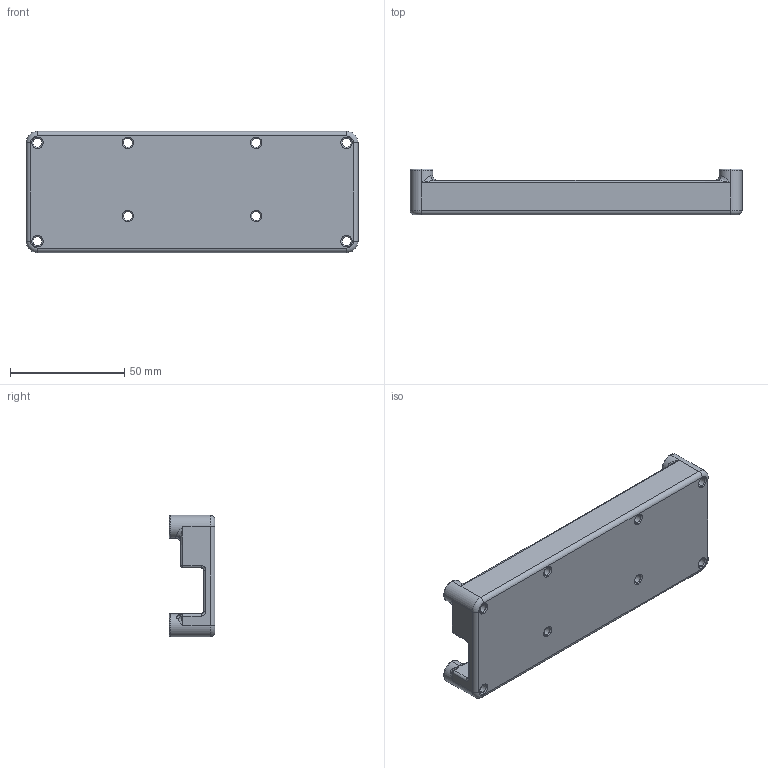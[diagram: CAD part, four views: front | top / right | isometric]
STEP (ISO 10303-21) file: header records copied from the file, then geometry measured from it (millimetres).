
FILE_DESCRIPTION (( 'STEP AP214' ), '1' );
FILE_NAME ('ODrive mount.STEP', '2022-10-27T05:42:35', ( '' ), ( '' ), 'SwSTEP 2.0', 'SolidWorks 2020', '' );
FILE_SCHEMA (( 'AUTOMOTIVE_DESIGN' ));
Length unit declared in the file: millimetre
Products named in the file (1): ODrive mount
Bounding box: 145 x 20 x 53 mm (x, y, z)
Volume: 85637 mm3; surface area: 24718.8 mm2
Topology: 1 solids, 1 shells, 138 faces, 324 edges, 170 vertices
Faces by surface type: torus 52, cylinder 46, bspline 22, plane 14, sphere 4
Entity records: 4664 total; most frequent: CARTESIAN_POINT 1593, DIRECTION 694, ORIENTED_EDGE 612, AXIS2_PLACEMENT_3D 311, EDGE_CURVE 306, CIRCLE 194, VERTEX_POINT 170, EDGE_LOOP 154
